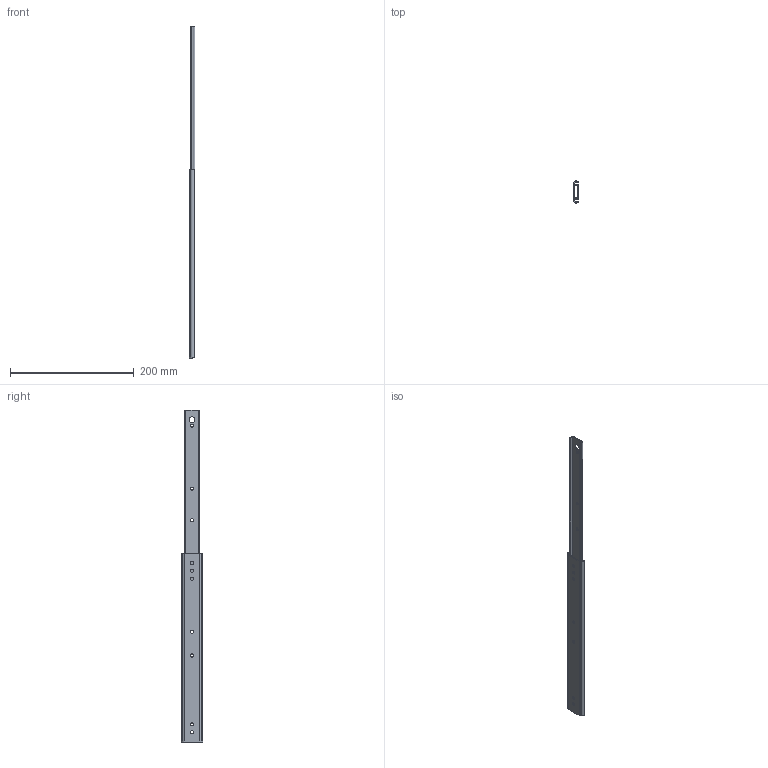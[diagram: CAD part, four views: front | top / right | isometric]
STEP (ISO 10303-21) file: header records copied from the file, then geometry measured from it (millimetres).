
FILE_DESCRIPTION (( 'STEP AP203' ), '1' );
FILE_NAME ('3522-12.STEP', '2020-06-15T04:51:50', ( '' ), ( '' ), 'SwSTEP 2.0', 'SolidWorks 2019', '' );
FILE_SCHEMA (( 'CONFIG_CONTROL_DESIGN' ));
Length unit declared in the file: millimetre
Products named in the file (3): 3522-12; OM 3522-12 ; IM 3522-12 
Assembly tree (2 placements, depth 2):
  3522-12
    OM 3522-12 
    IM 3522-12 
Bounding box: 9.6 x 35.3 x 535.9 mm (x, y, z)
Volume: 37839.8 mm3; surface area: 49821.3 mm2
Topology: 2 solids, 2 shells, 117 faces, 339 edges, 226 vertices
Faces by surface type: cylinder 63, plane 54
Entity records: 4404 total; most frequent: CARTESIAN_POINT 875, DIRECTION 689, ORIENTED_EDGE 678, EDGE_CURVE 339, AXIS2_PLACEMENT_3D 244, VERTEX_POINT 226, VECTOR 201, LINE 201
